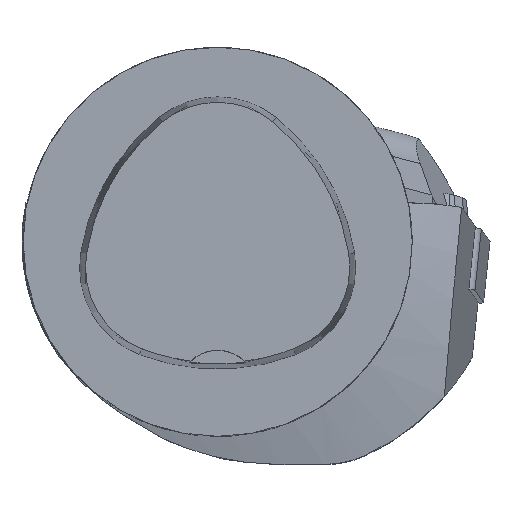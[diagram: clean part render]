
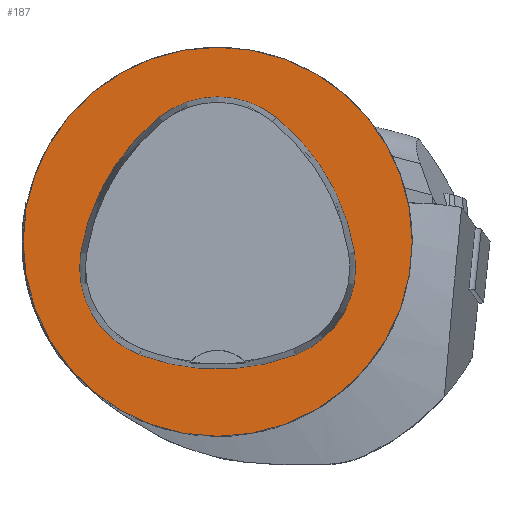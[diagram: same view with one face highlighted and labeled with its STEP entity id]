
A CAD part, top view. The second image highlights one B-rep face of the part: STEP entity #187.
In plain terms, the highlighted planar face has unit normal (0, 0, 1).
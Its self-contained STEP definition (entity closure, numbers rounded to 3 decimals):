
#86=FACE_BOUND('',#425,.T.);
#87=FACE_BOUND('',#426,.T.);
#187=ADVANCED_FACE('',(#86,#87),#263,.T.);
#263=PLANE('',#1838);
#425=EDGE_LOOP('',(#699,#700,#701,#702,#703,#704));
#426=EDGE_LOOP('',(#705));
#501=CIRCLE('',#1809,25.);
#502=CIRCLE('',#1816,28.);
#504=CIRCLE('',#1819,12.);
#506=CIRCLE('',#1822,28.);
#508=CIRCLE('',#1825,12.);
#511=CIRCLE('',#1829,28.);
#514=CIRCLE('',#1833,12.);
#699=ORIENTED_EDGE('',*,*,#1272,.F.);
#700=ORIENTED_EDGE('',*,*,#1267,.F.);
#701=ORIENTED_EDGE('',*,*,#1262,.F.);
#702=ORIENTED_EDGE('',*,*,#1259,.F.);
#703=ORIENTED_EDGE('',*,*,#1256,.F.);
#704=ORIENTED_EDGE('',*,*,#1252,.F.);
#705=ORIENTED_EDGE('',*,*,#1242,.T.);
#1068=VERTEX_POINT('',#2709);
#1077=VERTEX_POINT('',#2729);
#1078=VERTEX_POINT('',#2730);
#1081=VERTEX_POINT('',#2738);
#1083=VERTEX_POINT('',#2744);
#1085=VERTEX_POINT('',#2750);
#1089=VERTEX_POINT('',#2763);
#1242=EDGE_CURVE('',#1068,#1068,#501,.T.);
#1252=EDGE_CURVE('',#1077,#1078,#502,.T.);
#1256=EDGE_CURVE('',#1078,#1081,#504,.T.);
#1259=EDGE_CURVE('',#1081,#1083,#506,.T.);
#1262=EDGE_CURVE('',#1083,#1085,#508,.T.);
#1267=EDGE_CURVE('',#1085,#1089,#511,.T.);
#1272=EDGE_CURVE('',#1089,#1077,#514,.T.);
#1809=AXIS2_PLACEMENT_3D('',#2708,#2068,#2069);
#1816=AXIS2_PLACEMENT_3D('',#2728,#2086,#2087);
#1819=AXIS2_PLACEMENT_3D('',#2737,#2094,#2095);
#1822=AXIS2_PLACEMENT_3D('',#2743,#2101,#2102);
#1825=AXIS2_PLACEMENT_3D('',#2749,#2108,#2109);
#1829=AXIS2_PLACEMENT_3D('',#2762,#2117,#2118);
#1833=AXIS2_PLACEMENT_3D('',#2775,#2126,#2127);
#1838=AXIS2_PLACEMENT_3D('',#2780,#2136,#2137);
#2068=DIRECTION('',(0.,0.,1.));
#2069=DIRECTION('',(1.,0.,0.));
#2086=DIRECTION('',(0.,0.,1.));
#2087=DIRECTION('',(1.,0.,0.));
#2094=DIRECTION('',(0.,0.,1.));
#2095=DIRECTION('',(1.,0.,0.));
#2101=DIRECTION('',(0.,0.,1.));
#2102=DIRECTION('',(1.,0.,0.));
#2108=DIRECTION('',(0.,0.,1.));
#2109=DIRECTION('',(1.,0.,0.));
#2117=DIRECTION('',(0.,0.,1.));
#2118=DIRECTION('',(1.,0.,0.));
#2126=DIRECTION('',(0.,0.,1.));
#2127=DIRECTION('',(1.,0.,0.));
#2136=DIRECTION('',(0.,0.,1.));
#2137=DIRECTION('',(-1.,0.,0.));
#2708=CARTESIAN_POINT('',(0.,0.,0.));
#2709=CARTESIAN_POINT('',(25.,0.,0.));
#2728=CARTESIAN_POINT('',(-10.068,-5.824,0.));
#2729=CARTESIAN_POINT('',(17.584,-1.424,0.));
#2730=CARTESIAN_POINT('',(7.531,15.953,0.));
#2737=CARTESIAN_POINT('',(-0.011,6.62,0.));
#2738=CARTESIAN_POINT('',(-7.567,15.942,0.));
#2743=CARTESIAN_POINT('',(10.063,-5.81,0.));
#2744=CARTESIAN_POINT('',(-17.59,-1.418,0.));
#2749=CARTESIAN_POINT('',(-5.739,-3.3,0.));
#2750=CARTESIAN_POINT('',(-10.05,-14.499,0.));
#2762=CARTESIAN_POINT('',(0.01,11.631,0.));
#2763=CARTESIAN_POINT('',(10.025,-14.516,0.));
#2775=CARTESIAN_POINT('',(5.733,-3.31,0.));
#2780=CARTESIAN_POINT('',(0.,0.,0.));
